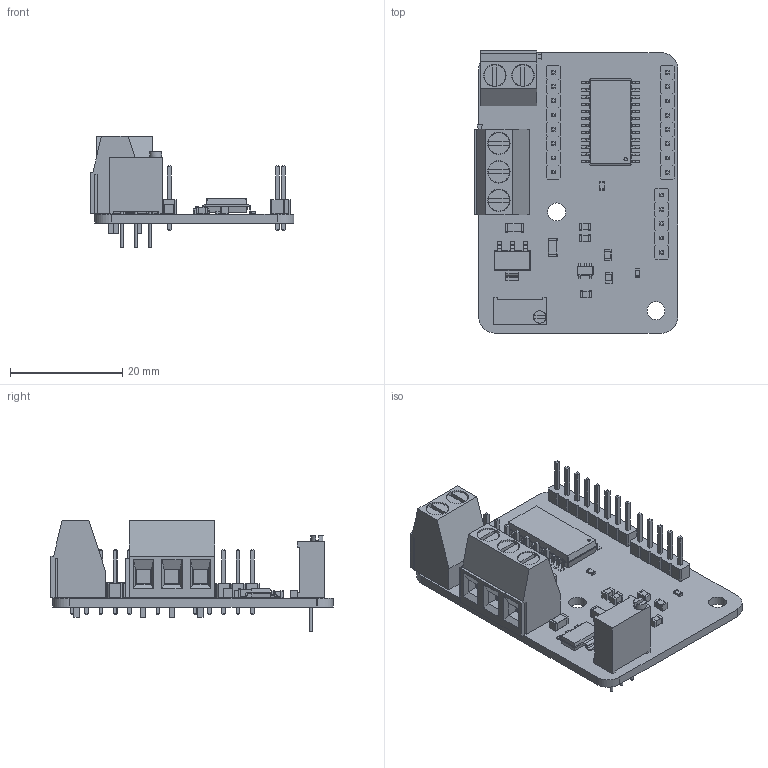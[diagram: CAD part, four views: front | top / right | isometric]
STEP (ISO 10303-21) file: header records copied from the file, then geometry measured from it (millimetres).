
FILE_DESCRIPTION(('KiCad electronic assembly'),'2;1');
FILE_NAME('Daughter_PCB.step','2025-02-19T11:33:51',('Pcbnew'),('Kicad') ,'Open CASCADE STEP processor 7.6','KiCad to STEP converter','Unknown' );
FILE_SCHEMA(('AUTOMOTIVE_DESIGN { 1 0 10303 214 1 1 1 1 }'));
Length unit declared in the file: millimetre
Products named in the file (24): Daughter_PCB 1; TerminalBlock_Phoenix_MKDS-1,5-2_1x02_P5.00mm_Horizontal; TerminalBlock_Phoenix_MKDS_15_2_1x02_P500mm_Horizontal; C_0805_2012Metric; C_1206_3216Metric; SOT-223; SOT_223; R_0603_1608Metric; PinHeader_1x05_P2.54mm_Vertical; PinHeader_1x05_P254mm_Vertical; TSOT-23-5; TSOT_23_5; PinHeader_1x08_P2.54mm_Vertical; PinHeader_1x08_P254mm_Vertical; TerminalBlock_Phoenix_MKDS-1,5-3-5.08_1x03_P5.08mm_Horizontal; TerminalBlock_Phoenix_MKDS_15_3_508_1x03_P508mm_Horizontal; Potentiometer_Bourns_3296W_Vertical; SOIC-24W_7.5x15.4mm_P1.27mm; SOIC_24W_75x154mm_P127mm; Daughter_PCB_PCB
Assembly tree (30 placements, depth 3):
  Daughter_PCB 1
    TerminalBlock_Phoenix_MKDS-1,5-2_1x02_P5.00mm_Horizontal
      TerminalBlock_Phoenix_MKDS_15_2_1x02_P500mm_Horizontal
    C_0805_2012Metric  x5
      C_0805_2012Metric
    C_1206_3216Metric  x2
      C_1206_3216Metric
    SOT-223
      SOT_223
    R_0603_1608Metric  x2
      R_0603_1608Metric
    PinHeader_1x05_P2.54mm_Vertical
      PinHeader_1x05_P254mm_Vertical
    TSOT-23-5
      TSOT_23_5
    PinHeader_1x08_P2.54mm_Vertical  x2
      PinHeader_1x08_P254mm_Vertical
    TerminalBlock_Phoenix_MKDS-1,5-3-5.08_1x03_P5.08mm_Horizontal
      TerminalBlock_Phoenix_MKDS_15_3_508_1x03_P508mm_Horizontal
    Potentiometer_Bourns_3296W_Vertical
      Potentiometer_Bourns_3296W_Vertical
    SOIC-24W_7.5x15.4mm_P1.27mm
      SOIC_24W_75x154mm_P127mm
    Daughter_PCB_PCB
Bounding box: 36.3 x 50.3 x 19.82 mm (x, y, z)
Volume: 6480.7 mm3; surface area: 9273.7 mm2
Topology: 19 solids, 19 shells, 1638 faces, 4159 edges, 2630 vertices
Faces by surface type: plane 1243, cylinder 282, bspline 113
Full cylindrical faces by diameter (mm): 0.51 x3, 0.6 x1, 0.8 x3, 1 x21, 1.3 x3, 1.4 x2, 2.19 x1, 3.2 x2, 3.8 x5, 4 x5
Entity records: 46948 total; most frequent: CARTESIAN_POINT 7061, ORIENTED_EDGE 6522, DIRECTION 6061, EDGE_CURVE 3261, LINE 2649, VECTOR 2649, VERTEX_POINT 2054, AXIS2_PLACEMENT_3D 1706
